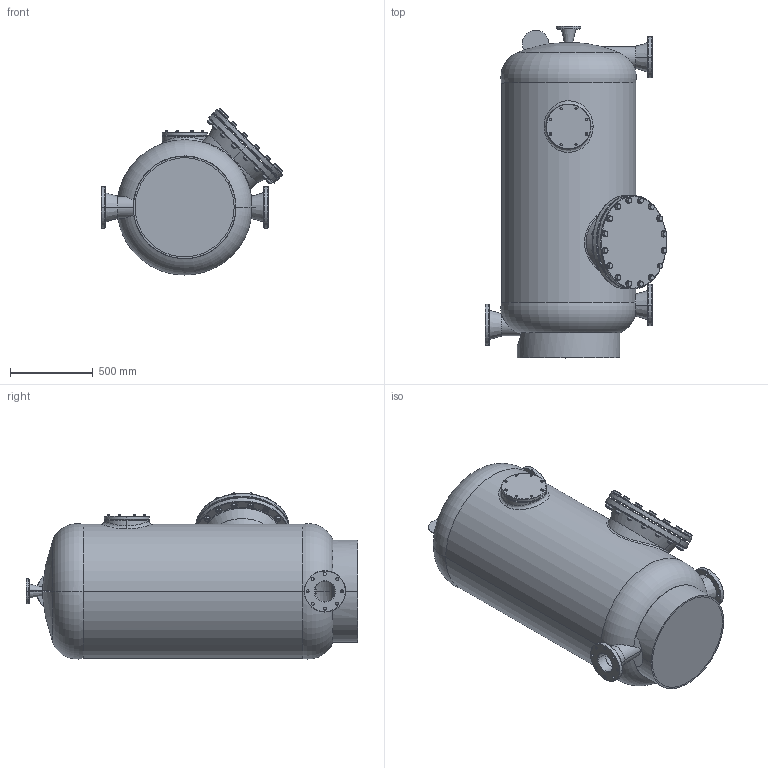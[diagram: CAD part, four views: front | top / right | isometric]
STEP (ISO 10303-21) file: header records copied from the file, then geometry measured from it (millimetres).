
FILE_DESCRIPTION (( 'STEP AP214' ), '1' );
FILE_NAME ('diatomea80c_v2_.STEP', '2020-10-29T14:33:22', ( '' ), ( '' ), 'SwSTEP 2.0', 'SolidWorks 2019', '' );
FILE_SCHEMA (( 'AUTOMOTIVE_DESIGN' ));
Length unit declared in the file: millimetre
Products named in the file (1): diatomea80c_v2_
Bounding box: 1101.87 x 2009.68 x 1005.73 mm (x, y, z)
Surface area: 8162003.9 mm2 (no closed solid volume)
Topology: 0 solids, 103 shells, 949 faces, 2208 edges, 1360 vertices
Faces by surface type: plane 349, cone 328, cylinder 204, torus 60, sphere 4, bspline 4
Entity records: 66835 total; most frequent: CARTESIAN_POINT 38913, ORIENTED_EDGE 3980, DIRECTION 2388, EDGE_CURVE 2208, B_SPLINE_CURVE_WITH_KNOTS 1920, VERTEX_POINT 1360, AXIS2_PLACEMENT_3D 1154, EDGE_LOOP 1017
